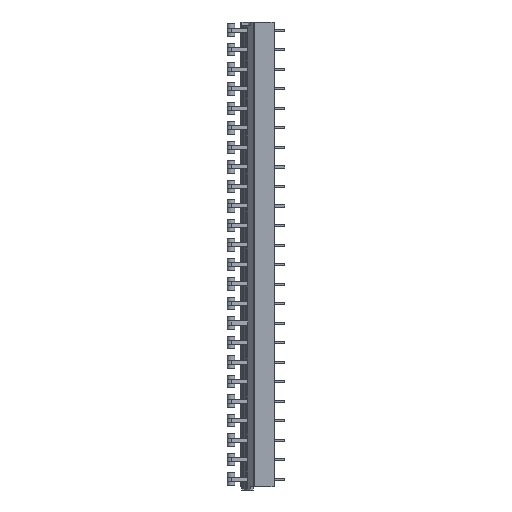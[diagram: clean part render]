
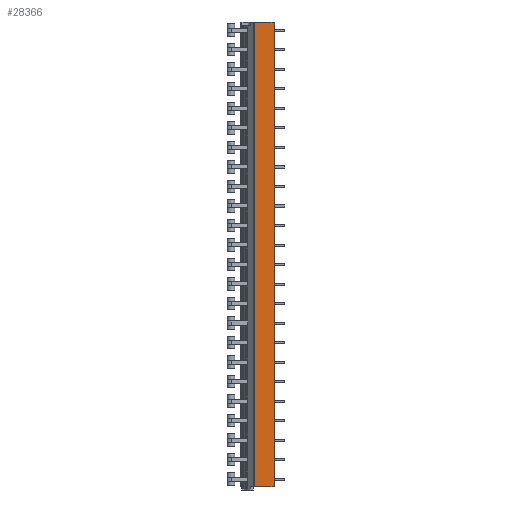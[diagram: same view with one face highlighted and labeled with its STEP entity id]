
A CAD part, left-side view. The second image highlights one B-rep face of the part: STEP entity #28366.
In plain terms, the highlighted planar face has unit normal (-1, 0, 0).
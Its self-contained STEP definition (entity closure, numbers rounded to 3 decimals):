
#30=DIRECTION('',(0.,-1.,0.));
#31=VECTOR('',#30,7.471);
#32=CARTESIAN_POINT('',(0.,7.671,-175.3));
#33=LINE('',#32,#31);
#310=DIRECTION('',(0.,-1.,0.));
#311=VECTOR('',#310,7.471);
#312=CARTESIAN_POINT('',(0.,7.671,3.2));
#313=LINE('',#312,#311);
#723=DIRECTION('',(0.,0.,1.));
#724=VECTOR('',#723,178.5);
#725=CARTESIAN_POINT('',(0.,7.671,-175.3));
#726=LINE('',#725,#724);
#727=DIRECTION('',(0.,0.,1.));
#728=VECTOR('',#727,178.5);
#729=CARTESIAN_POINT('',(0.,0.2,-175.3));
#730=LINE('',#729,#728);
#22492=CARTESIAN_POINT('',(0.,7.671,-175.3));
#22494=VERTEX_POINT('',#22492);
#22495=CARTESIAN_POINT('',(0.,0.2,-175.3));
#22496=VERTEX_POINT('',#22495);
#22612=CARTESIAN_POINT('',(0.,7.671,3.2));
#22614=VERTEX_POINT('',#22612);
#22615=CARTESIAN_POINT('',(0.,0.2,3.2));
#22616=VERTEX_POINT('',#22615);
#28354=CARTESIAN_POINT('',(0.,7.671,-175.3));
#28355=DIRECTION('',(-1.,0.,0.));
#28356=DIRECTION('',(0.,-1.,0.));
#28357=AXIS2_PLACEMENT_3D('',#28354,#28355,#28356);
#28358=PLANE('',#28357);
#28359=ORIENTED_EDGE('',*,*,#28348,.T.);
#28360=ORIENTED_EDGE('',*,*,#28106,.T.);
#28362=ORIENTED_EDGE('',*,*,#28361,.F.);
#28363=ORIENTED_EDGE('',*,*,#27906,.F.);
#28364=EDGE_LOOP('',(#28359,#28360,#28362,#28363));
#28365=FACE_OUTER_BOUND('',#28364,.F.);
#28366=ADVANCED_FACE('',(#28365),#28358,.T.);
#27906=EDGE_CURVE('',#22494,#22496,#33,.T.);
#28106=EDGE_CURVE('',#22614,#22616,#313,.T.);
#28348=EDGE_CURVE('',#22494,#22614,#726,.T.);
#28361=EDGE_CURVE('',#22496,#22616,#730,.T.);
